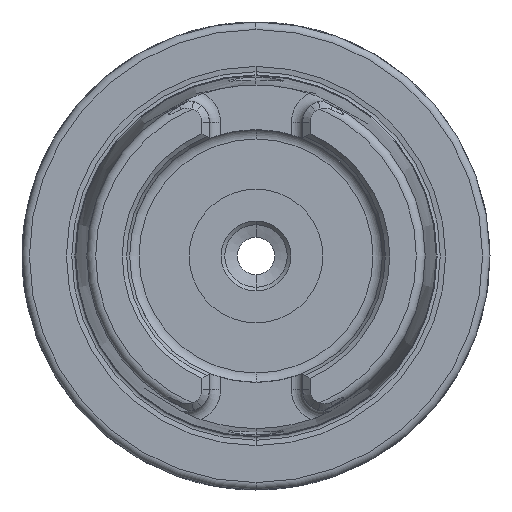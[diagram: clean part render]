
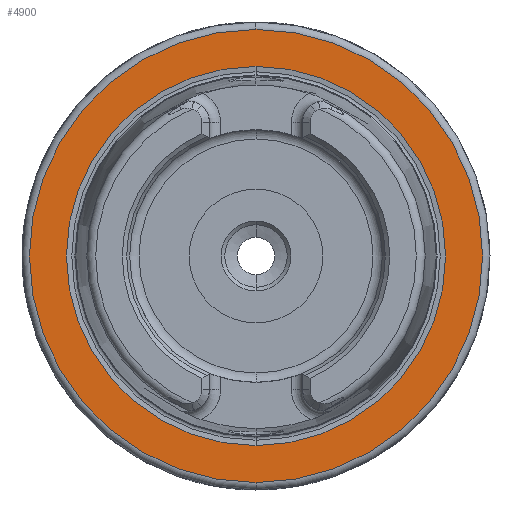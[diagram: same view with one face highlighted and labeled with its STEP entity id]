
A CAD part, left-side view. The second image highlights one B-rep face of the part: STEP entity #4900.
In plain terms, the highlighted planar face has unit normal (-1, 0, 0).
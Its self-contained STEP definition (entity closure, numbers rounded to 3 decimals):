
#43 = DIRECTION ( 'NONE',  ( 0., 0., -1. ) ) ;
#78 = DIRECTION ( 'NONE',  ( 0., 0., -1. ) ) ;
#418 = CARTESIAN_POINT ( 'NONE',  ( -64., 0., 0. ) ) ;
#529 = VERTEX_POINT ( 'NONE', #4277 ) ;
#564 = AXIS2_PLACEMENT_3D ( 'NONE', #5964, #2513, #6531 ) ;
#873 = CARTESIAN_POINT ( 'NONE',  ( -64., 0., 0. ) ) ;
#1010 = EDGE_CURVE ( 'NONE', #2190, #529, #6713, .T. ) ;
#1041 = DIRECTION ( 'NONE',  ( 0., 0., -1. ) ) ;
#1315 = CIRCLE ( 'NONE', #6547, 30.5 ) ;
#1523 = DIRECTION ( 'NONE',  ( 0., 0., -1. ) ) ;
#1732 = AXIS2_PLACEMENT_3D ( 'NONE', #7141, #3700, #78 ) ;
#1851 = FACE_BOUND ( 'NONE', #4005, .T. ) ;
#1888 = CARTESIAN_POINT ( 'NONE',  ( -64., 0., 30.5 ) ) ;
#1912 = DIRECTION ( 'NONE',  ( 1., 0., 0. ) ) ;
#2015 = CARTESIAN_POINT ( 'NONE',  ( -64., 0., 25.521 ) ) ;
#2190 = VERTEX_POINT ( 'NONE', #2015 ) ;
#2513 = DIRECTION ( 'NONE',  ( 1., 0., 0. ) ) ;
#2823 = CIRCLE ( 'NONE', #3468, 30.5 ) ;
#3099 = EDGE_CURVE ( 'NONE', #529, #2190, #6038, .T. ) ;
#3451 = ORIENTED_EDGE ( 'NONE', *, *, #1010, .T. ) ;
#3468 = AXIS2_PLACEMENT_3D ( 'NONE', #873, #5023, #1523 ) ;
#3672 = PLANE ( 'NONE',  #6013 ) ;
#3700 = DIRECTION ( 'NONE',  ( 1., 0., 0. ) ) ;
#3737 = ORIENTED_EDGE ( 'NONE', *, *, #3099, .T. ) ;
#4005 = EDGE_LOOP ( 'NONE', ( #3451, #3737 ) ) ;
#4277 = CARTESIAN_POINT ( 'NONE',  ( -64., 0., -25.521 ) ) ;
#4579 = DIRECTION ( 'NONE',  ( -1., 0., 0. ) ) ;
#4649 = FACE_OUTER_BOUND ( 'NONE', #5556, .T. ) ;
#4654 = CARTESIAN_POINT ( 'NONE',  ( -64., 0., -30.5 ) ) ;
#4744 = VERTEX_POINT ( 'NONE', #4654 ) ;
#4900 = ADVANCED_FACE ( 'NONE', ( #4649, #1851 ), #3672, .F. ) ;
#5023 = DIRECTION ( 'NONE',  ( -1., 0., 0. ) ) ;
#5533 = ORIENTED_EDGE ( 'NONE', *, *, #7089, .T. ) ;
#5556 = EDGE_LOOP ( 'NONE', ( #6081, #5533 ) ) ;
#5964 = CARTESIAN_POINT ( 'NONE',  ( -64., 0., 0. ) ) ;
#6013 = AXIS2_PLACEMENT_3D ( 'NONE', #6530, #1912, #43 ) ;
#6038 = CIRCLE ( 'NONE', #1732, 25.521 ) ;
#6081 = ORIENTED_EDGE ( 'NONE', *, *, #7222, .T. ) ;
#6530 = CARTESIAN_POINT ( 'NONE',  ( -64., 31.5, 0. ) ) ;
#6531 = DIRECTION ( 'NONE',  ( 0., 0., -1. ) ) ;
#6547 = AXIS2_PLACEMENT_3D ( 'NONE', #418, #4579, #1041 ) ;
#6548 = VERTEX_POINT ( 'NONE', #1888 ) ;
#6713 = CIRCLE ( 'NONE', #564, 25.521 ) ;
#7089 = EDGE_CURVE ( 'NONE', #6548, #4744, #2823, .T. ) ;
#7141 = CARTESIAN_POINT ( 'NONE',  ( -64., 0., 0. ) ) ;
#7222 = EDGE_CURVE ( 'NONE', #4744, #6548, #1315, .T. ) ;
